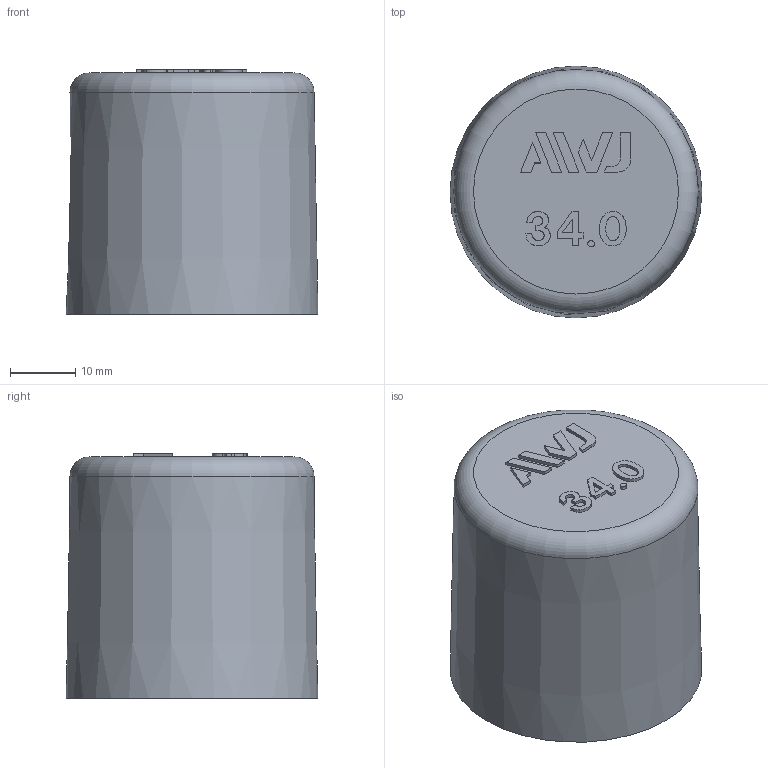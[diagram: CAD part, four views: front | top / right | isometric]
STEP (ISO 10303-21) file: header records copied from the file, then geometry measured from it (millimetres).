
FILE_DESCRIPTION( ( 'STEP AP203' ), '1' );
FILE_NAME( '25A.step', '2022-07-25T05:04:36', ( ' ' ), ( ' ' ), 'XStep 1.0', ' ', ' ' );
FILE_SCHEMA( ( 'CONFIG_CONTROL_DESIGN' ) );
Length unit declared in the file: millimetre
Products named in the file (1): 1
Bounding box: 38.61 x 38.61 x 37.5 mm (x, y, z)
Volume: 9962.3 mm3; surface area: 10241.2 mm2
Topology: 1 solids, 1 shells, 71 faces, 169 edges, 112 vertices
Faces by surface type: plane 57, extrusion 8, cylinder 2, cone 2, torus 2
Entity records: 2258 total; most frequent: CARTESIAN_POINT 672, ORIENTED_EDGE 324, DIRECTION 261, EDGE_CURVE 162, VECTOR 113, VERTEX_POINT 112, LINE 105, EDGE_LOOP 90
